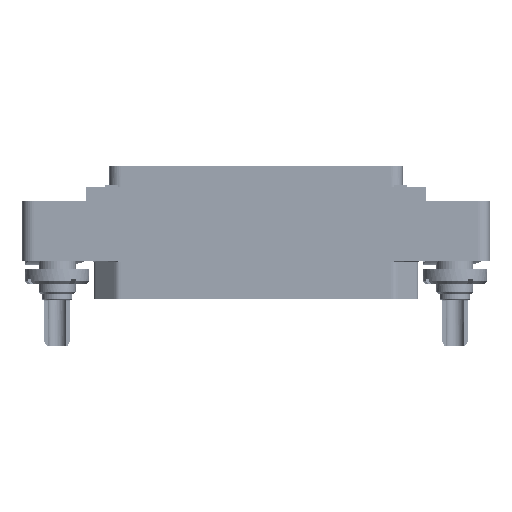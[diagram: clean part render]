
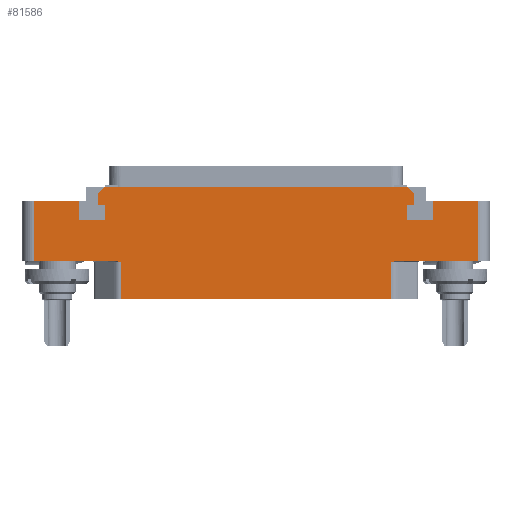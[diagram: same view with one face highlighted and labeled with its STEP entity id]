
A CAD part, top view. The second image highlights one B-rep face of the part: STEP entity #81586.
In plain terms, the highlighted planar face has unit normal (0, 0, 1).
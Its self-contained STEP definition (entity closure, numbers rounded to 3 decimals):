
#2515=DIRECTION('',(-0.707,-0.707,0.));
#2516=VECTOR('',#2515,1.697);
#2517=CARTESIAN_POINT('',(-25.8,12.75,7.));
#2518=LINE('',#2517,#2516);
#2527=DIRECTION('',(1.,0.,0.));
#2528=VECTOR('',#2527,7.8);
#2529=CARTESIAN_POINT('',(-38.,10.25,7.));
#2530=LINE('',#2529,#2528);
#2531=DIRECTION('',(0.,-1.,0.));
#2532=VECTOR('',#2531,3.2);
#2533=CARTESIAN_POINT('',(-30.2,10.25,7.));
#2534=LINE('',#2533,#2532);
#2535=DIRECTION('',(1.,0.,0.));
#2536=VECTOR('',#2535,4.4);
#2537=CARTESIAN_POINT('',(-30.2,7.05,7.));
#2538=LINE('',#2537,#2536);
#2539=DIRECTION('',(0.,1.,0.));
#2540=VECTOR('',#2539,2.6);
#2541=CARTESIAN_POINT('',(-25.8,7.05,7.));
#2542=LINE('',#2541,#2540);
#2543=DIRECTION('',(-1.,0.,0.));
#2544=VECTOR('',#2543,1.2);
#2545=CARTESIAN_POINT('',(-25.8,9.65,7.));
#2546=LINE('',#2545,#2544);
#2547=DIRECTION('',(0.,-1.,0.));
#2548=VECTOR('',#2547,1.9);
#2549=CARTESIAN_POINT('',(-27.,11.55,7.));
#2550=LINE('',#2549,#2548);
#2551=DIRECTION('',(1.,0.,0.));
#2552=VECTOR('',#2551,51.6);
#2553=CARTESIAN_POINT('',(-25.8,12.75,7.));
#2554=LINE('',#2553,#2552);
#2555=DIRECTION('',(0.,-1.,0.));
#2556=VECTOR('',#2555,1.9);
#2557=CARTESIAN_POINT('',(27.,11.55,7.));
#2558=LINE('',#2557,#2556);
#2559=DIRECTION('',(-1.,0.,0.));
#2560=VECTOR('',#2559,1.2);
#2561=CARTESIAN_POINT('',(27.,9.65,7.));
#2562=LINE('',#2561,#2560);
#2563=DIRECTION('',(0.,-1.,0.));
#2564=VECTOR('',#2563,2.6);
#2565=CARTESIAN_POINT('',(25.8,9.65,7.));
#2566=LINE('',#2565,#2564);
#2567=DIRECTION('',(1.,0.,0.));
#2568=VECTOR('',#2567,4.4);
#2569=CARTESIAN_POINT('',(25.8,7.05,7.));
#2570=LINE('',#2569,#2568);
#2571=DIRECTION('',(0.,1.,0.));
#2572=VECTOR('',#2571,3.2);
#2573=CARTESIAN_POINT('',(30.2,7.05,7.));
#2574=LINE('',#2573,#2572);
#2575=DIRECTION('',(1.,0.,0.));
#2576=VECTOR('',#2575,7.8);
#2577=CARTESIAN_POINT('',(30.2,10.25,7.));
#2578=LINE('',#2577,#2576);
#2635=DIRECTION('',(1.,0.,0.));
#2636=VECTOR('',#2635,14.082);
#2637=CARTESIAN_POINT('',(23.918,0.,7.));
#2638=LINE('',#2637,#2636);
#6652=DIRECTION('',(-1.,0.,0.));
#6653=VECTOR('',#6652,46.236);
#6654=CARTESIAN_POINT('',(23.118,-6.5,7.));
#6655=LINE('',#6654,#6653);
#6743=DIRECTION('',(1.,0.,0.));
#6744=VECTOR('',#6743,14.082);
#6745=CARTESIAN_POINT('',(-38.,0.,7.));
#6746=LINE('',#6745,#6744);
#10676=DIRECTION('',(0.,-1.,0.));
#10677=VECTOR('',#10676,10.25);
#10678=CARTESIAN_POINT('',(-38.,10.25,7.));
#10679=LINE('',#10678,#10677);
#12770=CARTESIAN_POINT('',(-23.918,0.,7.));
#12771=CARTESIAN_POINT('',(-23.907,0.,7.));
#12772=CARTESIAN_POINT('',(-23.884,0.,7.));
#12773=CARTESIAN_POINT('',(-23.85,-0.002,7.));
#12774=CARTESIAN_POINT('',(-23.814,-0.005,7.));
#12775=CARTESIAN_POINT('',(-23.776,-0.01,7.));
#12776=CARTESIAN_POINT('',(-23.734,-0.016,7.));
#12777=CARTESIAN_POINT('',(-23.688,-0.024,7.));
#12778=CARTESIAN_POINT('',(-23.636,-0.035,7.));
#12779=CARTESIAN_POINT('',(-23.577,-0.049,7.));
#12780=CARTESIAN_POINT('',(-23.515,-0.066,7.));
#12781=CARTESIAN_POINT('',(-23.451,-0.085,7.));
#12782=CARTESIAN_POINT('',(-23.385,-0.106,7.));
#12783=CARTESIAN_POINT('',(-23.318,-0.128,7.));
#12784=CARTESIAN_POINT('',(-23.251,-0.152,7.));
#12785=CARTESIAN_POINT('',(-23.184,-0.176,7.));
#12786=CARTESIAN_POINT('',(-23.14,-0.192,7.));
#12787=CARTESIAN_POINT('',(-23.118,-0.2,7.));
#12789=DIRECTION('',(0.,1.,0.));
#12790=VECTOR('',#12789,6.3);
#12791=CARTESIAN_POINT('',(-23.118,-6.5,7.));
#12792=LINE('',#12791,#12790);
#12865=DIRECTION('',(0.,1.,0.));
#12866=VECTOR('',#12865,6.3);
#12867=CARTESIAN_POINT('',(23.118,-6.5,7.));
#12868=LINE('',#12867,#12866);
#12874=CARTESIAN_POINT('',(23.118,-0.2,7.));
#12875=CARTESIAN_POINT('',(23.14,-0.192,7.));
#12876=CARTESIAN_POINT('',(23.184,-0.176,7.));
#12877=CARTESIAN_POINT('',(23.251,-0.152,7.));
#12878=CARTESIAN_POINT('',(23.318,-0.128,7.));
#12879=CARTESIAN_POINT('',(23.385,-0.106,7.));
#12880=CARTESIAN_POINT('',(23.451,-0.085,7.));
#12881=CARTESIAN_POINT('',(23.515,-0.066,7.));
#12882=CARTESIAN_POINT('',(23.577,-0.049,7.));
#12883=CARTESIAN_POINT('',(23.636,-0.035,7.));
#12884=CARTESIAN_POINT('',(23.688,-0.024,7.));
#12885=CARTESIAN_POINT('',(23.734,-0.016,7.));
#12886=CARTESIAN_POINT('',(23.776,-0.01,7.));
#12887=CARTESIAN_POINT('',(23.814,-0.005,7.));
#12888=CARTESIAN_POINT('',(23.85,-0.002,7.));
#12889=CARTESIAN_POINT('',(23.884,0.,7.));
#12890=CARTESIAN_POINT('',(23.907,0.,7.));
#12891=CARTESIAN_POINT('',(23.918,0.,7.));
#20993=DIRECTION('',(0.707,-0.707,0.));
#20994=VECTOR('',#20993,1.697);
#20995=CARTESIAN_POINT('',(25.8,12.75,7.));
#20996=LINE('',#20995,#20994);
#21153=DIRECTION('',(0.,1.,0.));
#21154=VECTOR('',#21153,10.25);
#21155=CARTESIAN_POINT('',(38.,0.,7.));
#21156=LINE('',#21155,#21154);
#65988=CARTESIAN_POINT('',(-30.2,10.25,7.));
#65989=CARTESIAN_POINT('',(-30.2,7.05,7.));
#65990=VERTEX_POINT('',#65988);
#65991=VERTEX_POINT('',#65989);
#65992=CARTESIAN_POINT('',(-25.8,7.05,7.));
#65993=VERTEX_POINT('',#65992);
#65994=CARTESIAN_POINT('',(-25.8,9.65,7.));
#65995=VERTEX_POINT('',#65994);
#65996=CARTESIAN_POINT('',(-27.,9.65,7.));
#65997=VERTEX_POINT('',#65996);
#65998=CARTESIAN_POINT('',(27.,9.65,7.));
#65999=CARTESIAN_POINT('',(25.8,9.65,7.));
#66000=VERTEX_POINT('',#65998);
#66001=VERTEX_POINT('',#65999);
#66002=CARTESIAN_POINT('',(25.8,7.05,7.));
#66003=VERTEX_POINT('',#66002);
#66004=CARTESIAN_POINT('',(30.2,7.05,7.));
#66005=VERTEX_POINT('',#66004);
#66006=CARTESIAN_POINT('',(30.2,10.25,7.));
#66007=VERTEX_POINT('',#66006);
#66012=CARTESIAN_POINT('',(-27.,11.55,7.));
#66014=VERTEX_POINT('',#66012);
#66016=CARTESIAN_POINT('',(-25.8,12.75,7.));
#66017=VERTEX_POINT('',#66016);
#66018=CARTESIAN_POINT('',(27.,11.55,7.));
#66020=VERTEX_POINT('',#66018);
#66022=CARTESIAN_POINT('',(25.8,12.75,7.));
#66023=VERTEX_POINT('',#66022);
#66108=CARTESIAN_POINT('',(38.,0.,7.));
#66109=CARTESIAN_POINT('',(38.,10.25,7.));
#66110=VERTEX_POINT('',#66108);
#66111=VERTEX_POINT('',#66109);
#66116=CARTESIAN_POINT('',(-38.,10.25,7.));
#66117=CARTESIAN_POINT('',(-38.,0.,7.));
#66118=VERTEX_POINT('',#66116);
#66119=VERTEX_POINT('',#66117);
#66321=CARTESIAN_POINT('',(23.118,-6.5,7.));
#66323=VERTEX_POINT('',#66321);
#66324=CARTESIAN_POINT('',(-23.118,-6.5,7.));
#66326=VERTEX_POINT('',#66324);
#66388=CARTESIAN_POINT('',(-23.118,-0.2,7.));
#66389=VERTEX_POINT('',#66388);
#66390=CARTESIAN_POINT('',(-23.918,0.,7.));
#66391=VERTEX_POINT('',#66390);
#66392=CARTESIAN_POINT('',(23.118,-0.2,7.));
#66394=VERTEX_POINT('',#66392);
#66396=CARTESIAN_POINT('',(23.918,0.,7.));
#66398=VERTEX_POINT('',#66396);
#81533=CARTESIAN_POINT('',(0.,0.,7.));
#81534=DIRECTION('',(0.,0.,-1.));
#81535=DIRECTION('',(-1.,0.,0.));
#81536=AXIS2_PLACEMENT_3D('',#81533,#81534,#81535);
#81537=PLANE('',#81536);
#81539=ORIENTED_EDGE('',*,*,#81538,.F.);
#81541=ORIENTED_EDGE('',*,*,#81540,.F.);
#81543=ORIENTED_EDGE('',*,*,#81542,.F.);
#81545=ORIENTED_EDGE('',*,*,#81544,.T.);
#81547=ORIENTED_EDGE('',*,*,#81546,.T.);
#81549=ORIENTED_EDGE('',*,*,#81548,.F.);
#81551=ORIENTED_EDGE('',*,*,#81550,.F.);
#81553=ORIENTED_EDGE('',*,*,#81552,.F.);
#81555=ORIENTED_EDGE('',*,*,#81554,.T.);
#81557=ORIENTED_EDGE('',*,*,#81556,.T.);
#81559=ORIENTED_EDGE('',*,*,#81558,.T.);
#81561=ORIENTED_EDGE('',*,*,#81560,.T.);
#81563=ORIENTED_EDGE('',*,*,#81562,.T.);
#81565=ORIENTED_EDGE('',*,*,#81564,.F.);
#81566=ORIENTED_EDGE('',*,*,#81525,.F.);
#81567=ORIENTED_EDGE('',*,*,#81213,.T.);
#81569=ORIENTED_EDGE('',*,*,#81568,.T.);
#81571=ORIENTED_EDGE('',*,*,#81570,.T.);
#81573=ORIENTED_EDGE('',*,*,#81572,.T.);
#81575=ORIENTED_EDGE('',*,*,#81574,.T.);
#81577=ORIENTED_EDGE('',*,*,#81576,.T.);
#81579=ORIENTED_EDGE('',*,*,#81578,.T.);
#81581=ORIENTED_EDGE('',*,*,#81580,.T.);
#81583=ORIENTED_EDGE('',*,*,#81582,.F.);
#81584=EDGE_LOOP('',(#81539,#81541,#81543,#81545,#81547,#81549,#81551,#81553,
#81555,#81557,#81559,#81561,#81563,#81565,#81566,#81567,#81569,#81571,#81573,
#81575,#81577,#81579,#81581,#81583));
#81585=FACE_OUTER_BOUND('',#81584,.F.);
#81586=ADVANCED_FACE('',(#81585),#81537,.F.);
#12788=B_SPLINE_CURVE_WITH_KNOTS('',3,(#12770,#12771,#12772,#12773,#12774,
#12775,#12776,#12777,#12778,#12779,#12780,#12781,#12782,#12783,#12784,#12785,
#12786,#12787),.UNSPECIFIED.,.F.,.F.,(4,1,1,1,1,1,1,1,1,1,1,1,1,1,1,4),(0.,
0.067,0.133,0.2,0.267,0.333,
0.4,0.467,0.533,0.6,0.667,
0.733,0.8,0.867,0.933,1.),
.UNSPECIFIED.);
#12892=B_SPLINE_CURVE_WITH_KNOTS('',3,(#12874,#12875,#12876,#12877,#12878,
#12879,#12880,#12881,#12882,#12883,#12884,#12885,#12886,#12887,#12888,#12889,
#12890,#12891),.UNSPECIFIED.,.F.,.F.,(4,1,1,1,1,1,1,1,1,1,1,1,1,1,1,4),(0.,
0.067,0.133,0.2,0.267,0.333,
0.4,0.467,0.533,0.6,0.667,
0.733,0.8,0.867,0.933,1.),
.UNSPECIFIED.);
#81213=EDGE_CURVE('',#66017,#66023,#2554,.T.);
#81525=EDGE_CURVE('',#66017,#66014,#2518,.T.);
#81538=EDGE_CURVE('',#66398,#66110,#2638,.T.);
#81540=EDGE_CURVE('',#66394,#66398,#12892,.T.);
#81542=EDGE_CURVE('',#66323,#66394,#12868,.T.);
#81544=EDGE_CURVE('',#66323,#66326,#6655,.T.);
#81546=EDGE_CURVE('',#66326,#66389,#12792,.T.);
#81548=EDGE_CURVE('',#66391,#66389,#12788,.T.);
#81550=EDGE_CURVE('',#66119,#66391,#6746,.T.);
#81552=EDGE_CURVE('',#66118,#66119,#10679,.T.);
#81554=EDGE_CURVE('',#66118,#65990,#2530,.T.);
#81556=EDGE_CURVE('',#65990,#65991,#2534,.T.);
#81558=EDGE_CURVE('',#65991,#65993,#2538,.T.);
#81560=EDGE_CURVE('',#65993,#65995,#2542,.T.);
#81562=EDGE_CURVE('',#65995,#65997,#2546,.T.);
#81564=EDGE_CURVE('',#66014,#65997,#2550,.T.);
#81568=EDGE_CURVE('',#66023,#66020,#20996,.T.);
#81570=EDGE_CURVE('',#66020,#66000,#2558,.T.);
#81572=EDGE_CURVE('',#66000,#66001,#2562,.T.);
#81574=EDGE_CURVE('',#66001,#66003,#2566,.T.);
#81576=EDGE_CURVE('',#66003,#66005,#2570,.T.);
#81578=EDGE_CURVE('',#66005,#66007,#2574,.T.);
#81580=EDGE_CURVE('',#66007,#66111,#2578,.T.);
#81582=EDGE_CURVE('',#66110,#66111,#21156,.T.);
